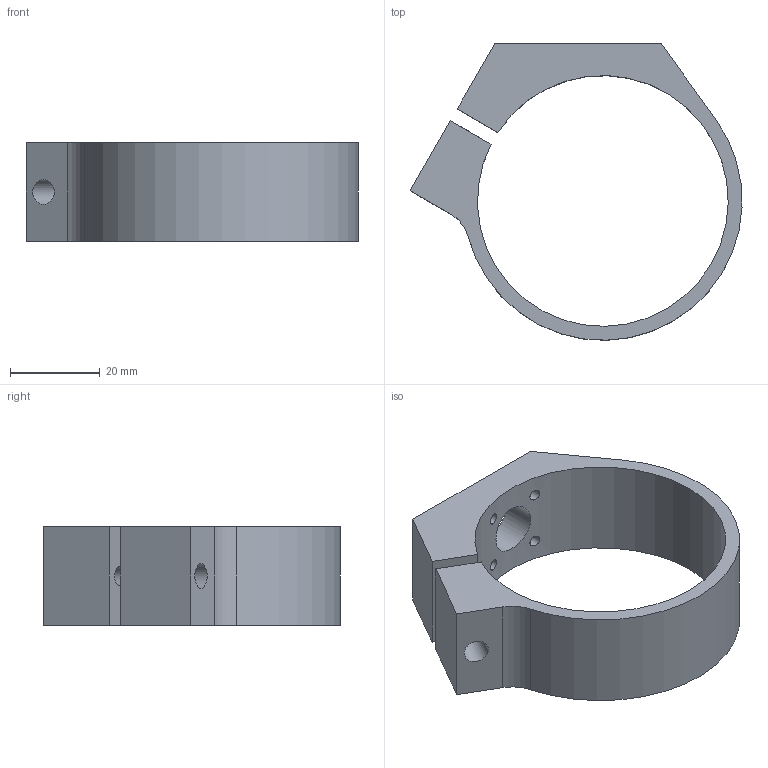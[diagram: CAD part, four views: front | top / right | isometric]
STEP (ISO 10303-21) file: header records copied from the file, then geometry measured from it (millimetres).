
FILE_DESCRIPTION(/* description */ ('Unknown','CAx-IF Rec.Pracs.---Representation and Presentation of Product Manufacturing Information (PMI)---4.0---2014-10-13','CAx-IF Rec.Pracs.---3D Tessellated Geometry---0.4---2014-09-14','2;1'),/* implementation_level */ '2;1');
FILE_NAME(/* name */ '910174_Klemmring',/* time_stamp */ '2020-05-06T11:44:01+02:00',/* author */ ('Vitus Schwinghammer'),/* organization */ ('Vieweg GmbH'),/* preprocessor_version */ 'ST-DEVELOPER v16.7',/* originating_system */ 'Solid Edge',/* authorisation */ 'Unknown');
FILE_SCHEMA (('AP242_MANAGED_MODEL_BASED_3D_ENGINEERING_MIM_LF { 1 0 10303 442 1 1 4 }'));
Length unit declared in the file: millimetre
Products named in the file (1): 910174_Klemmring
Bounding box: 73.87 x 65.99 x 22 mm (x, y, z)
Volume: 22481.6 mm3; surface area: 12014 mm2
Topology: 1 solids, 1 shells, 62 faces, 171 edges, 116 vertices
Faces by surface type: plane 46, cylinder 10, bspline 6
Full cylindrical faces by diameter (mm): 2.459 x4, 4.134 x1, 5.5 x1, 10.917 x1
Entity records: 2789 total; most frequent: CARTESIAN_POINT 544, ORIENTED_EDGE 316, DIRECTION 304, EDGE_CURVE 158, LINE 126, VECTOR 126, VERTEX_POINT 110, AXIS2_PLACEMENT_3D 90
